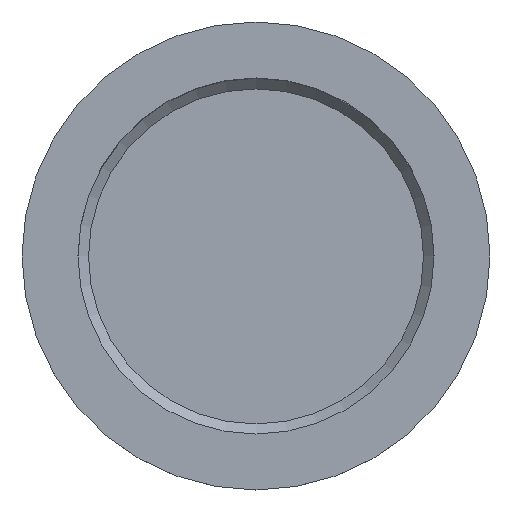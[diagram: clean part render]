
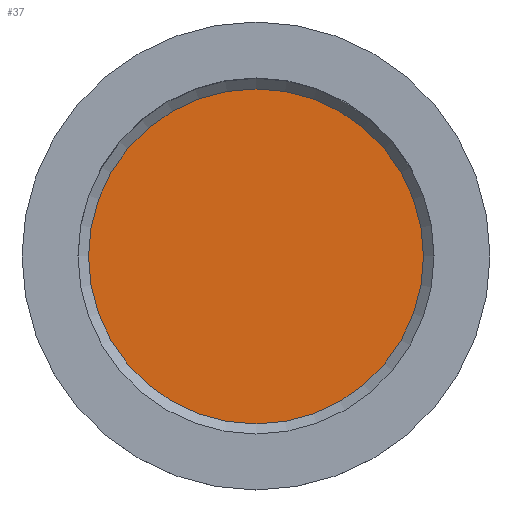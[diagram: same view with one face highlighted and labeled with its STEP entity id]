
A CAD part, top view. The second image highlights one B-rep face of the part: STEP entity #37.
In plain terms, the highlighted planar face has unit normal (0, 0, 1).
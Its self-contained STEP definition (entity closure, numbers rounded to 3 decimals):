
#37 = ADVANCED_FACE( '', ( #75 ), #76, .F. );
#75 = FACE_OUTER_BOUND( '', #116, .T. );
#76 = PLANE( '', #117 );
#116 = EDGE_LOOP( '', ( #155 ) );
#117 = AXIS2_PLACEMENT_3D( '', #156, #157, #158 );
#155 = ORIENTED_EDGE( '', *, *, #201, .T. );
#156 = CARTESIAN_POINT( '', ( 0., 0., 0.5 ) );
#157 = DIRECTION( '', ( 0., 0., -1. ) );
#158 = DIRECTION( '', ( -1., 0., 0. ) );
#201 = EDGE_CURVE( '', #221, #221, #222, .T. );
#221 = VERTEX_POINT( '', #246 );
#222 = CIRCLE( '', #247, 6.586 );
#246 = CARTESIAN_POINT( '', ( 6.586, 0., 0.5 ) );
#247 = AXIS2_PLACEMENT_3D( '', #271, #272, #273 );
#271 = CARTESIAN_POINT( '', ( 0., 0., 0.5 ) );
#272 = DIRECTION( '', ( 0., 0., 1. ) );
#273 = DIRECTION( '', ( 1., 0., 0. ) );
